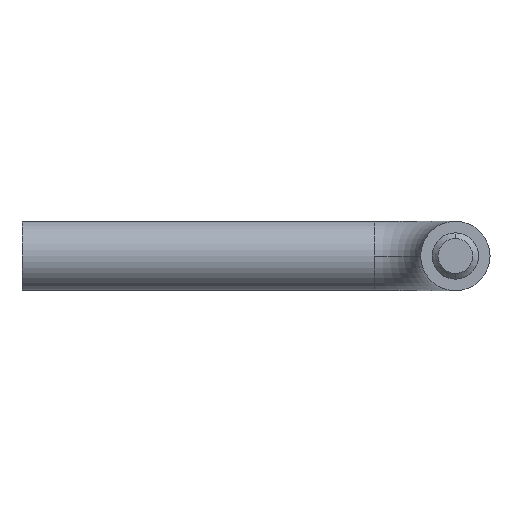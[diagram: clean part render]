
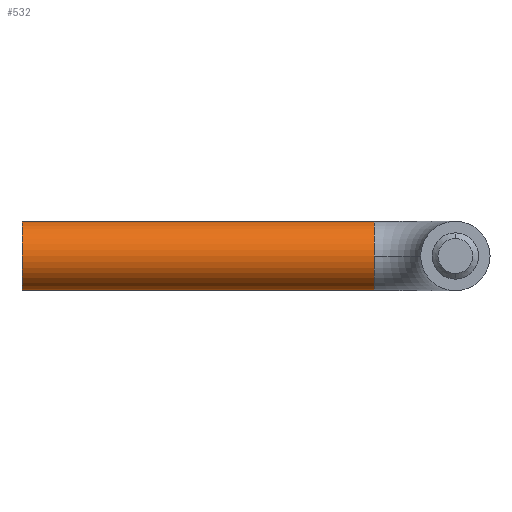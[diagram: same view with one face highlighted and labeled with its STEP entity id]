
A CAD part, left-side view. The second image highlights one B-rep face of the part: STEP entity #532.
In plain terms, the highlighted cylindrical face has radius 6 mm (diameter 12 mm), a partial arc.
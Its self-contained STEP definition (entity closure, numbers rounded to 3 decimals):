
#13 = VECTOR ( 'NONE', #184, 1000. ) ;
#16 = DIRECTION ( 'NONE',  ( 0., 1., 0. ) ) ;
#25 = AXIS2_PLACEMENT_3D ( 'NONE', #392, #212, #262 ) ;
#29 = DIRECTION ( 'NONE',  ( 0., 0., -1. ) ) ;
#31 = DIRECTION ( 'NONE',  ( 0., 1., 0. ) ) ;
#49 = CARTESIAN_POINT ( 'NONE',  ( 80., 14., 0. ) ) ;
#57 = EDGE_LOOP ( 'NONE', ( #523, #268, #545, #620, #368 ) ) ;
#58 = CARTESIAN_POINT ( 'NONE',  ( 80., 14., 6. ) ) ;
#104 = CARTESIAN_POINT ( 'NONE',  ( 80., 14., 6. ) ) ;
#124 = CARTESIAN_POINT ( 'NONE',  ( 80., 14., -6. ) ) ;
#168 = VERTEX_POINT ( 'NONE', #124 ) ;
#175 = CIRCLE ( 'NONE', #480, 6. ) ;
#179 = CARTESIAN_POINT ( 'NONE',  ( 80., 75., 0. ) ) ;
#184 = DIRECTION ( 'NONE',  ( 0., 1., 0. ) ) ;
#201 = EDGE_CURVE ( 'NONE', #168, #271, #290, .T. ) ;
#205 = EDGE_CURVE ( 'NONE', #271, #433, #256, .T. ) ;
#212 = DIRECTION ( 'NONE',  ( 0., 1., 0. ) ) ;
#238 = VERTEX_POINT ( 'NONE', #58 ) ;
#256 = CIRCLE ( 'NONE', #472, 6. ) ;
#262 = DIRECTION ( 'NONE',  ( 0., 0., 1. ) ) ;
#268 = ORIENTED_EDGE ( 'NONE', *, *, #305, .T. ) ;
#271 = VERTEX_POINT ( 'NONE', #283 ) ;
#283 = CARTESIAN_POINT ( 'NONE',  ( 80., 75., -6. ) ) ;
#290 = LINE ( 'NONE', #401, #13 ) ;
#305 = EDGE_CURVE ( 'NONE', #168, #475, #497, .T. ) ;
#343 = DIRECTION ( 'NONE',  ( 0., 0., -1. ) ) ;
#365 = LINE ( 'NONE', #104, #515 ) ;
#368 = ORIENTED_EDGE ( 'NONE', *, *, #205, .F. ) ;
#376 = CYLINDRICAL_SURFACE ( 'NONE', #25, 6. ) ;
#380 = CARTESIAN_POINT ( 'NONE',  ( 74., 14., 0. ) ) ;
#382 = AXIS2_PLACEMENT_3D ( 'NONE', #579, #31, #29 ) ;
#392 = CARTESIAN_POINT ( 'NONE',  ( 80., 14., 0. ) ) ;
#401 = CARTESIAN_POINT ( 'NONE',  ( 80., 14., -6. ) ) ;
#403 = FACE_OUTER_BOUND ( 'NONE', #57, .T. ) ;
#432 = DIRECTION ( 'NONE',  ( 0., 1., 0. ) ) ;
#433 = VERTEX_POINT ( 'NONE', #539 ) ;
#451 = DIRECTION ( 'NONE',  ( 0., 0., -1. ) ) ;
#472 = AXIS2_PLACEMENT_3D ( 'NONE', #179, #16, #451 ) ;
#475 = VERTEX_POINT ( 'NONE', #380 ) ;
#478 = EDGE_CURVE ( 'NONE', #238, #433, #365, .T. ) ;
#480 = AXIS2_PLACEMENT_3D ( 'NONE', #49, #432, #343 ) ;
#487 = DIRECTION ( 'NONE',  ( 0., 1., 0. ) ) ;
#497 = CIRCLE ( 'NONE', #382, 6. ) ;
#515 = VECTOR ( 'NONE', #487, 1000. ) ;
#523 = ORIENTED_EDGE ( 'NONE', *, *, #201, .F. ) ;
#524 = EDGE_CURVE ( 'NONE', #475, #238, #175, .T. ) ;
#532 = ADVANCED_FACE ( 'NONE', ( #403 ), #376, .T. ) ;
#539 = CARTESIAN_POINT ( 'NONE',  ( 80., 75., 6. ) ) ;
#545 = ORIENTED_EDGE ( 'NONE', *, *, #524, .T. ) ;
#579 = CARTESIAN_POINT ( 'NONE',  ( 80., 14., 0. ) ) ;
#620 = ORIENTED_EDGE ( 'NONE', *, *, #478, .T. ) ;
